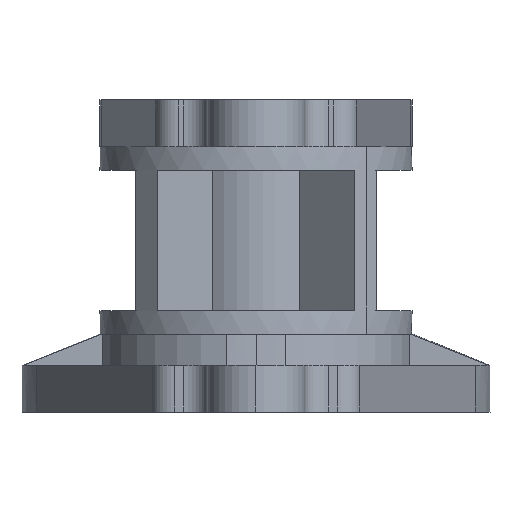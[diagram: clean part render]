
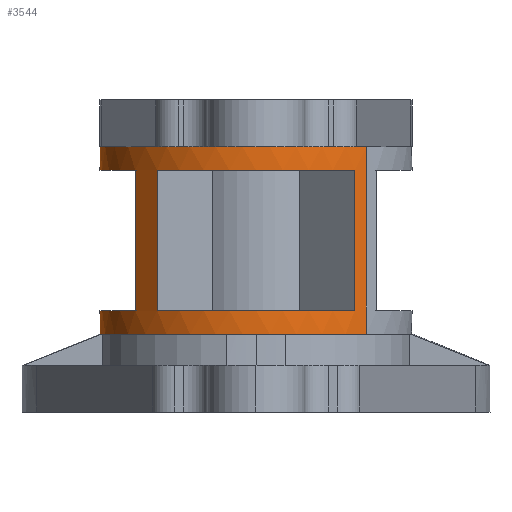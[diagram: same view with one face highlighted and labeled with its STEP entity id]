
A CAD part, left-side view. The second image highlights one B-rep face of the part: STEP entity #3544.
In plain terms, the highlighted cylindrical face has radius 40 mm (diameter 80 mm), a partial arc.
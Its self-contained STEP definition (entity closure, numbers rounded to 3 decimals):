
#259 = DIRECTION ( 'NONE',  ( 0., 0., 1. ) ) ;
#284 = CARTESIAN_POINT ( 'NONE',  ( -4., -39.799, 6. ) ) ;
#342 = AXIS2_PLACEMENT_3D ( 'NONE', #6718, #831, #4985 ) ;
#429 = DIRECTION ( 'NONE',  ( 0., 0., -1. ) ) ;
#463 = DIRECTION ( 'NONE',  ( 0., 0., -1. ) ) ;
#483 = VERTEX_POINT ( 'NONE', #284 ) ;
#576 = AXIS2_PLACEMENT_3D ( 'NONE', #6850, #3224, #5643 ) ;
#648 = DIRECTION ( 'NONE',  ( 1., 0., 0. ) ) ;
#701 = CARTESIAN_POINT ( 'NONE',  ( 4., -39.799, 6. ) ) ;
#744 = DIRECTION ( 'NONE',  ( 0., 0., -1. ) ) ;
#808 = CARTESIAN_POINT ( 'NONE',  ( 40., 0., 0. ) ) ;
#831 = DIRECTION ( 'NONE',  ( 0., 0., 1. ) ) ;
#884 = ORIENTED_EDGE ( 'NONE', *, *, #4865, .T. ) ;
#965 = EDGE_CURVE ( 'NONE', #5442, #5777, #1604, .T. ) ;
#1045 = CARTESIAN_POINT ( 'NONE',  ( -4., -39.799, 69.916 ) ) ;
#1195 = EDGE_CURVE ( 'NONE', #5209, #2659, #3603, .T. ) ;
#1313 = DIRECTION ( 'NONE',  ( 0., 0., -1. ) ) ;
#1314 = ORIENTED_EDGE ( 'NONE', *, *, #5360, .T. ) ;
#1353 = AXIS2_PLACEMENT_3D ( 'NONE', #1940, #259, #1415 ) ;
#1415 = DIRECTION ( 'NONE',  ( 1., 0., 0. ) ) ;
#1440 = VERTEX_POINT ( 'NONE', #3574 ) ;
#1551 = EDGE_CURVE ( 'NONE', #1440, #5900, #6312, .T. ) ;
#1604 = LINE ( 'NONE', #7653, #3095 ) ;
#1725 = FACE_BOUND ( 'NONE', #1805, .T. ) ;
#1805 = EDGE_LOOP ( 'NONE', ( #4991, #884, #4357, #4461 ) ) ;
#1811 = CARTESIAN_POINT ( 'NONE',  ( 40., 0., 48. ) ) ;
#1819 = DIRECTION ( 'NONE',  ( 1., 0., 0. ) ) ;
#1866 = DIRECTION ( 'NONE',  ( 1., 0., 0. ) ) ;
#1940 = CARTESIAN_POINT ( 'NONE',  ( 0., 0., 0. ) ) ;
#1948 = LINE ( 'NONE', #7155, #3956 ) ;
#2120 = CARTESIAN_POINT ( 'NONE',  ( 4., -39.799, 42. ) ) ;
#2238 = CARTESIAN_POINT ( 'NONE',  ( 39.799, -4., 6. ) ) ;
#2298 = FACE_BOUND ( 'NONE', #2347, .T. ) ;
#2347 = EDGE_LOOP ( 'NONE', ( #3441, #3926, #2971, #7600 ) ) ;
#2373 = CARTESIAN_POINT ( 'NONE',  ( -40., 0., 6. ) ) ;
#2421 = CIRCLE ( 'NONE', #5782, 40. ) ;
#2659 = VERTEX_POINT ( 'NONE', #808 ) ;
#2786 = AXIS2_PLACEMENT_3D ( 'NONE', #3527, #3602, #1866 ) ;
#2907 = LINE ( 'NONE', #5123, #3754 ) ;
#2971 = ORIENTED_EDGE ( 'NONE', *, *, #4469, .T. ) ;
#3005 = ORIENTED_EDGE ( 'NONE', *, *, #1195, .T. ) ;
#3095 = VECTOR ( 'NONE', #429, 1000. ) ;
#3224 = DIRECTION ( 'NONE',  ( 0., 0., 1. ) ) ;
#3241 = ORIENTED_EDGE ( 'NONE', *, *, #6557, .F. ) ;
#3258 = EDGE_CURVE ( 'NONE', #6128, #7554, #4308, .T. ) ;
#3424 = FACE_OUTER_BOUND ( 'NONE', #3831, .T. ) ;
#3441 = ORIENTED_EDGE ( 'NONE', *, *, #3258, .F. ) ;
#3448 = CARTESIAN_POINT ( 'NONE',  ( -39.799, -4., 42. ) ) ;
#3456 = VERTEX_POINT ( 'NONE', #7260 ) ;
#3527 = CARTESIAN_POINT ( 'NONE',  ( 0., 0., 42. ) ) ;
#3544 = ADVANCED_FACE ( 'NONE', ( #3424, #2298, #1725 ), #6307, .T. ) ;
#3560 = AXIS2_PLACEMENT_3D ( 'NONE', #5088, #4537, #7617 ) ;
#3574 = CARTESIAN_POINT ( 'NONE',  ( -40., 0., 48. ) ) ;
#3587 = CIRCLE ( 'NONE', #6693, 40. ) ;
#3602 = DIRECTION ( 'NONE',  ( 0., 0., 1. ) ) ;
#3603 = CIRCLE ( 'NONE', #1353, 40. ) ;
#3609 = CARTESIAN_POINT ( 'NONE',  ( 0., 0., 6. ) ) ;
#3686 = ORIENTED_EDGE ( 'NONE', *, *, #1551, .F. ) ;
#3734 = CARTESIAN_POINT ( 'NONE',  ( -39.799, -4., 69.916 ) ) ;
#3754 = VECTOR ( 'NONE', #463, 1000. ) ;
#3831 = EDGE_LOOP ( 'NONE', ( #3241, #3686, #1314, #3005 ) ) ;
#3856 = EDGE_CURVE ( 'NONE', #7554, #483, #7159, .T. ) ;
#3926 = ORIENTED_EDGE ( 'NONE', *, *, #6381, .T. ) ;
#3956 = VECTOR ( 'NONE', #1313, 1000. ) ;
#4308 = LINE ( 'NONE', #3734, #6788 ) ;
#4357 = ORIENTED_EDGE ( 'NONE', *, *, #965, .T. ) ;
#4421 = EDGE_CURVE ( 'NONE', #5812, #6962, #2907, .T. ) ;
#4461 = ORIENTED_EDGE ( 'NONE', *, *, #5395, .F. ) ;
#4469 = EDGE_CURVE ( 'NONE', #3456, #483, #7005, .T. ) ;
#4490 = CARTESIAN_POINT ( 'NONE',  ( -40., 0., 0. ) ) ;
#4537 = DIRECTION ( 'NONE',  ( 0., 0., -1. ) ) ;
#4631 = VECTOR ( 'NONE', #6386, 1000. ) ;
#4723 = DIRECTION ( 'NONE',  ( 0., 0., -1. ) ) ;
#4865 = EDGE_CURVE ( 'NONE', #5812, #5442, #5146, .T. ) ;
#4952 = CARTESIAN_POINT ( 'NONE',  ( 39.799, -4., 42. ) ) ;
#4985 = DIRECTION ( 'NONE',  ( 1., 0., 0. ) ) ;
#4991 = ORIENTED_EDGE ( 'NONE', *, *, #4421, .F. ) ;
#5088 = CARTESIAN_POINT ( 'NONE',  ( 0., 0., 6. ) ) ;
#5123 = CARTESIAN_POINT ( 'NONE',  ( 4., -39.799, 69.916 ) ) ;
#5146 = CIRCLE ( 'NONE', #2786, 40. ) ;
#5209 = VERTEX_POINT ( 'NONE', #4490 ) ;
#5360 = EDGE_CURVE ( 'NONE', #1440, #5209, #6504, .T. ) ;
#5395 = EDGE_CURVE ( 'NONE', #6962, #5777, #2421, .T. ) ;
#5442 = VERTEX_POINT ( 'NONE', #4952 ) ;
#5643 = DIRECTION ( 'NONE',  ( 1., 0., 0. ) ) ;
#5777 = VERTEX_POINT ( 'NONE', #2238 ) ;
#5782 = AXIS2_PLACEMENT_3D ( 'NONE', #3609, #5999, #648 ) ;
#5812 = VERTEX_POINT ( 'NONE', #2120 ) ;
#5900 = VERTEX_POINT ( 'NONE', #1811 ) ;
#5999 = DIRECTION ( 'NONE',  ( 0., 0., 1. ) ) ;
#6029 = VECTOR ( 'NONE', #4723, 1000. ) ;
#6128 = VERTEX_POINT ( 'NONE', #3448 ) ;
#6307 = CYLINDRICAL_SURFACE ( 'NONE', #3560, 40. ) ;
#6312 = CIRCLE ( 'NONE', #342, 40. ) ;
#6372 = CARTESIAN_POINT ( 'NONE',  ( -39.799, -4., 6. ) ) ;
#6381 = EDGE_CURVE ( 'NONE', #6128, #3456, #3587, .T. ) ;
#6386 = DIRECTION ( 'NONE',  ( 0., 0., -1. ) ) ;
#6428 = CARTESIAN_POINT ( 'NONE',  ( 0., 0., 42. ) ) ;
#6504 = LINE ( 'NONE', #2373, #6029 ) ;
#6557 = EDGE_CURVE ( 'NONE', #5900, #2659, #1948, .T. ) ;
#6693 = AXIS2_PLACEMENT_3D ( 'NONE', #6428, #7132, #1819 ) ;
#6718 = CARTESIAN_POINT ( 'NONE',  ( 0., 0., 48. ) ) ;
#6788 = VECTOR ( 'NONE', #744, 1000. ) ;
#6850 = CARTESIAN_POINT ( 'NONE',  ( 0., 0., 6. ) ) ;
#6962 = VERTEX_POINT ( 'NONE', #701 ) ;
#7005 = LINE ( 'NONE', #1045, #4631 ) ;
#7132 = DIRECTION ( 'NONE',  ( 0., 0., 1. ) ) ;
#7155 = CARTESIAN_POINT ( 'NONE',  ( 40., 0., 6. ) ) ;
#7159 = CIRCLE ( 'NONE', #576, 40. ) ;
#7260 = CARTESIAN_POINT ( 'NONE',  ( -4., -39.799, 42. ) ) ;
#7554 = VERTEX_POINT ( 'NONE', #6372 ) ;
#7600 = ORIENTED_EDGE ( 'NONE', *, *, #3856, .F. ) ;
#7617 = DIRECTION ( 'NONE',  ( -1., 0., 0. ) ) ;
#7653 = CARTESIAN_POINT ( 'NONE',  ( 39.799, -4., 69.916 ) ) ;
